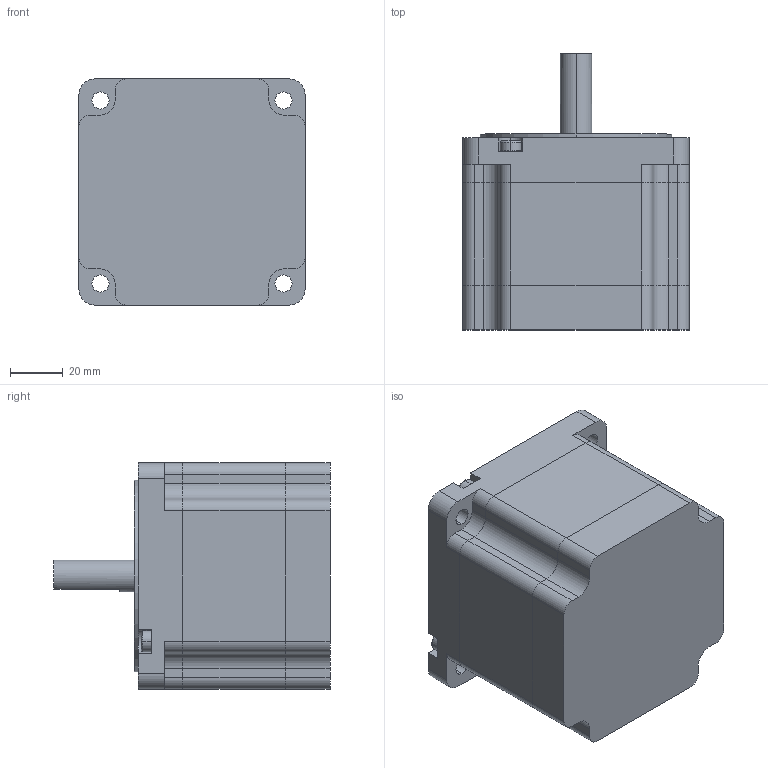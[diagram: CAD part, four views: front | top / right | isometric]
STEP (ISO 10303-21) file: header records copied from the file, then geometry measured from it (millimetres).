
FILE_DESCRIPTION (( 'STEP AP214' ), '1' );
FILE_NAME ('86HB73-D1232-001.STEP', '2021-02-05T05:36:11', ( '' ), ( '' ), 'SwSTEP 2.0', 'SolidWorks 2020', '' );
FILE_SCHEMA (( 'AUTOMOTIVE_DESIGN' ));
Length unit declared in the file: millimetre
Products named in the file (5): 86A4S4菁釱; 86HB73-D1232-001; 86A8S4隅赽; 86A8S4傷裔; 蹟佪
Assembly tree (7 placements, depth 2):
  86HB73-D1232-001
    86A8S4隅赽
    86A4S4菁釱
    86A8S4傷裔
    蹟佪  x4
Bounding box: 86 x 105 x 86 mm (x, y, z)
Volume: 265939.8 mm3; surface area: 77910 mm2
Topology: 7 solids, 8 shells, 273 faces, 711 edges, 469 vertices
Faces by surface type: plane 135, cylinder 122, torus 16
Entity records: 6496 total; most frequent: DIRECTION 1156, CARTESIAN_POINT 1088, ORIENTED_EDGE 1050, EDGE_CURVE 525, AXIS2_PLACEMENT_3D 425, VERTEX_POINT 349, VECTOR 306, LINE 306
